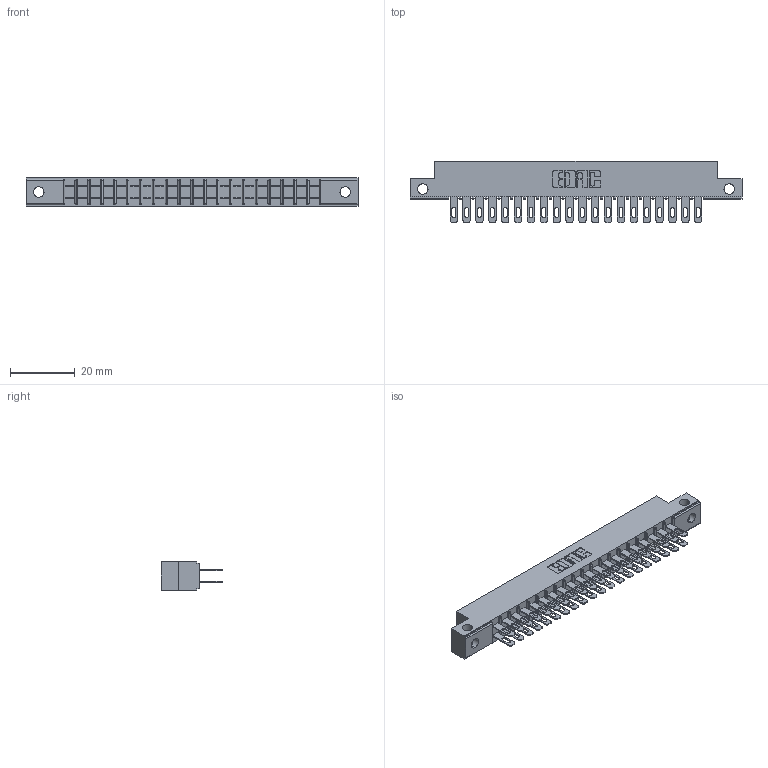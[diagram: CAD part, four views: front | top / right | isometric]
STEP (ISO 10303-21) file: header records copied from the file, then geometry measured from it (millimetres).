
FILE_DESCRIPTION (( 'STEP AP203' ), '1' );
FILE_NAME ('355-040-500-512.STEP', '2020-09-20T06:46:57', ( '' ), ( '' ), 'SwSTEP 2.0', 'SolidWorks 2020', '' );
FILE_SCHEMA (( 'CONFIG_CONTROL_DESIGN' ));
Length unit declared in the file: inch
Products named in the file (3): 355-040-500-512; 305 Part_.128 Dia; 305-290-001_500
Assembly tree (41 placements, depth 2):
  355-040-500-512
    305 Part_.128 Dia
    305-290-001_500  x40
Bounding box: 102.26 x 18.85 x 8.71 mm (x, y, z)
Volume: 6123.8 mm3; surface area: 12774.4 mm2
Topology: 41 solids, 41 shells, 2128 faces, 6092 edges, 3948 vertices
Faces by surface type: plane 1188, cylinder 860, sphere 80
Entity records: 24761 total; most frequent: CARTESIAN_POINT 4146, ORIENTED_EDGE 4068, DIRECTION 3970, EDGE_CURVE 2034, LINE 1602, VECTOR 1602, VERTEX_POINT 1296, AXIS2_PLACEMENT_3D 1184
